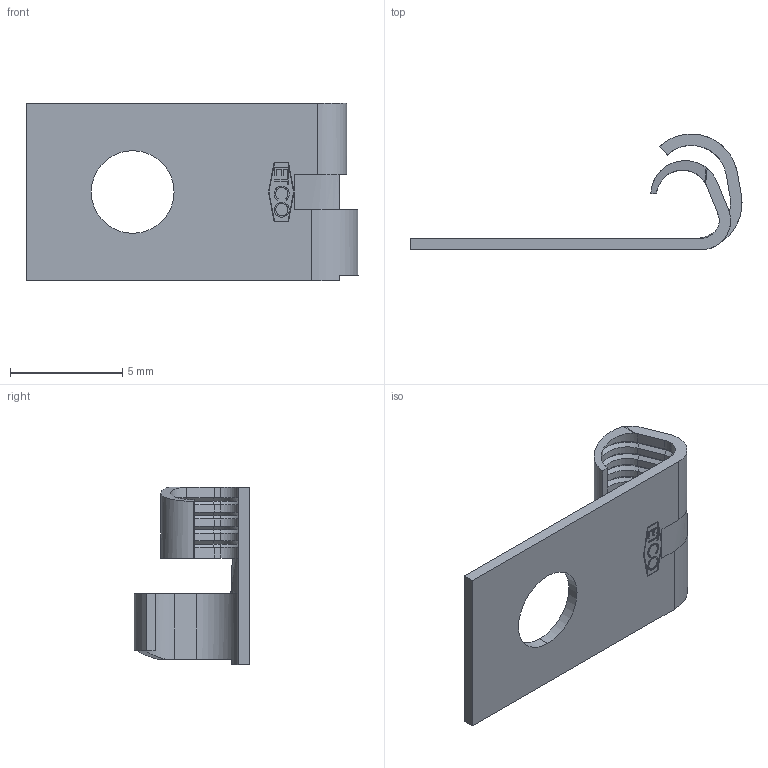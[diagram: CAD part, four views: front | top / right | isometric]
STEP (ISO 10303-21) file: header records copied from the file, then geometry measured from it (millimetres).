
FILE_DESCRIPTION (( 'STEP AP203' ), '1' );
FILE_NAME ('05010.STEP', '2019-12-30T17:49:34', ( 'tempuser' ), ( 'Microsoft' ), 'SwSTEP 2.0', 'SolidWorks 2019', '' );
FILE_SCHEMA (( 'CONFIG_CONTROL_DESIGN' ));
Length unit declared in the file: inch
Products named in the file (1): 05010
Bounding box: 14.78 x 5.16 x 7.92 mm (x, y, z)
Volume: 67.9 mm3; surface area: 317 mm2
Topology: 1 solids, 1 shells, 151 faces, 390 edges, 247 vertices
Faces by surface type: plane 87, cylinder 23, bspline 21, cone 20
Entity records: 5962 total; most frequent: CARTESIAN_POINT 2346, ORIENTED_EDGE 780, DIRECTION 651, EDGE_CURVE 390, VECTOR 269, LINE 269, VERTEX_POINT 247, AXIS2_PLACEMENT_3D 191
